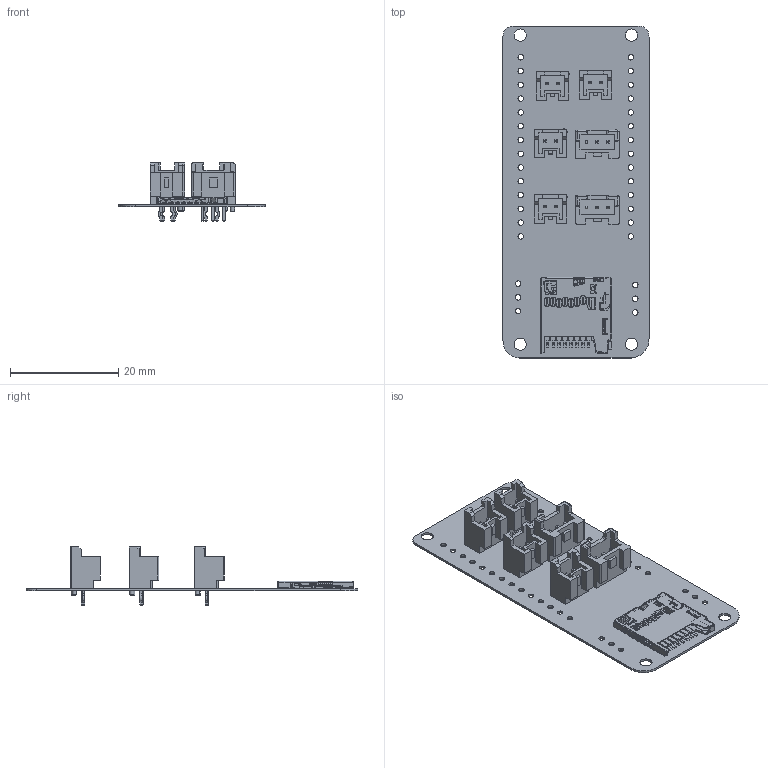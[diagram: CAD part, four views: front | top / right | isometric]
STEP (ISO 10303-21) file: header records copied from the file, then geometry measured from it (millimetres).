
FILE_DESCRIPTION(('Open CASCADE Model'),'2;1');
FILE_NAME('Open CASCADE Shape Model','2023-01-13T19:00:57',('Author'),( 'Open CASCADE'),'Open CASCADE STEP processor 7.5','Open CASCADE 7.5' ,'Unknown');
FILE_SCHEMA(('AUTOMOTIVE_DESIGN { 1 0 10303 214 1 1 1 1 }'));
Length unit declared in the file: millimetre
Products named in the file (21): PCB; Board; Open CASCADE STEP translator 7.5 1.1.1; J9; 6154776864; J8; Conn_JST_B03B-PASK-1_LF_SN_eec; 1; B03B-PASK-1; JST Logo adjustable; J7; J6; Conn_JST_B02B-PASK-1_LF_SN_eec; B02B-PASK-1; JST; Open CASCADE STEP translator 7.5 1.5.1.2.1; Open CASCADE STEP translator 7.5 1.5.1.2.2; J5; J4; J3
Assembly tree (24 placements, depth 5):
  PCB
    Board
      Open CASCADE STEP translator 7.5 1.1.1
    J9
      6154776864
    J8
      Conn_JST_B03B-PASK-1_LF_SN_eec
        1
          1
          B03B-PASK-1
        JST Logo adjustable
    J7
      Conn_JST_B03B-PASK-1_LF_SN_eec
        1
          1
          B03B-PASK-1
        JST Logo adjustable
    J6
      Conn_JST_B02B-PASK-1_LF_SN_eec
        B02B-PASK-1
        JST
          Open CASCADE STEP translator 7.5 1.5.1.2.1
          Open CASCADE STEP translator 7.5 1.5.1.2.2
    J5
      Conn_JST_B02B-PASK-1_LF_SN_eec
        B02B-PASK-1
        JST
          Open CASCADE STEP translator 7.5 1.5.1.2.1
          Open CASCADE STEP translator 7.5 1.5.1.2.2
    J4
      Conn_JST_B02B-PASK-1_LF_SN_eec
        B02B-PASK-1
        JST
          Open CASCADE STEP translator 7.5 1.5.1.2.1
          Open CASCADE STEP translator 7.5 1.5.1.2.2
    J3
      Conn_JST_B02B-PASK-1_LF_SN_eec
        B02B-PASK-1
        JST
          Open CASCADE STEP translator 7.5 1.5.1.2.1
          Open CASCADE STEP translator 7.5 1.5.1.2.2
Bounding box: 26.92 x 61.21 x 10.7 mm (x, y, z)
Volume: 1536.9 mm3; surface area: 6360.6 mm2
Topology: 52 solids, 52 shells, 2181 faces, 6219 edges, 4437 vertices
Faces by surface type: plane 1417, cylinder 498, bspline 254, revolution 4, sphere 4, cone 4
Full cylindrical faces by diameter (mm): 0.7 x14, 0.8 x6, 1 x28, 1.02 x6, 1.1 x6, 2.25 x4
Entity records: 55379 total; most frequent: CARTESIAN_POINT 14587, ORIENTED_EDGE 8356, DIRECTION 7887, EDGE_CURVE 4178, LINE 3159, VECTOR 3159, VERTEX_POINT 2696, AXIS2_PLACEMENT_3D 2362
